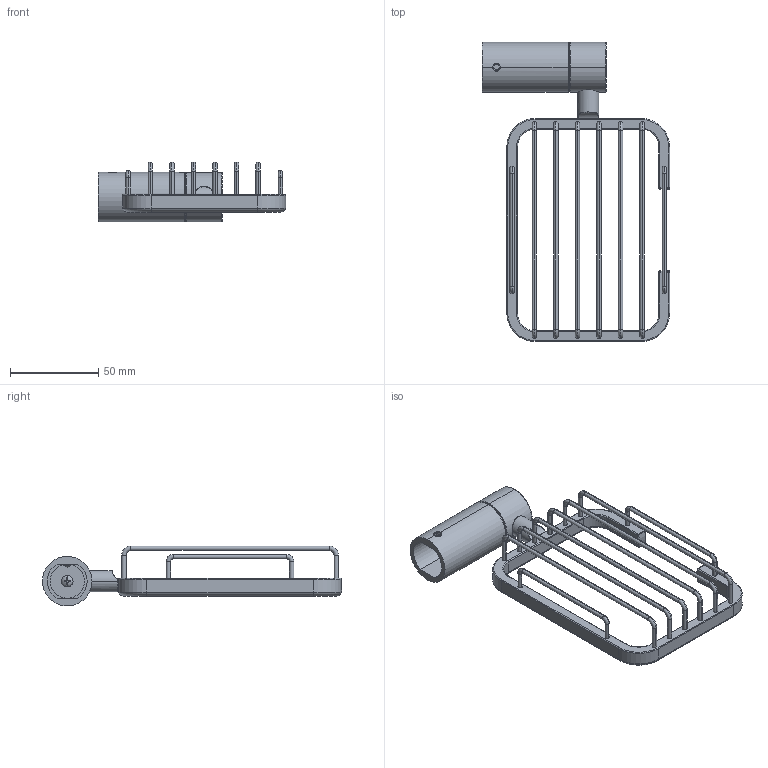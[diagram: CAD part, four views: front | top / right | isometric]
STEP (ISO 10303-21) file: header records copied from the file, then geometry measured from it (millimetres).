
FILE_DESCRIPTION((''),'2;1');
FILE_NAME('MG26726_ASM','2023-09-18T19:44:45',('Admin'),(''),'CREO PARAMETRIC BY PTC INC, 2018050','CREO PARAMETRIC BY PTC INC, 2018050','');
FILE_SCHEMA(('CONFIG_CONTROL_DESIGN'));
Length unit declared in the file: millimetre
Products named in the file (5): MG26721-01; MG26726-01; M50001; M400; MG26726_ASM
Assembly tree (4 placements, depth 2):
  MG26726_ASM
    MG26721-01
    MG26726-01
    M50001
    M400
Bounding box: 105.8 x 169 x 33.85 mm (x, y, z)
Volume: 44780.8 mm3; surface area: 33622.3 mm2
Topology: 4 solids, 4 shells, 285 faces, 657 edges, 380 vertices
Faces by surface type: cylinder 135, torus 68, plane 47, bspline 22, cone 7, sphere 6
Entity records: 11656 total; most frequent: CARTESIAN_POINT 5112, DIRECTION 1434, ORIENTED_EDGE 1306, EDGE_CURVE 653, AXIS2_PLACEMENT_3D 605, VERTEX_POINT 380, CIRCLE 333, EDGE_LOOP 311
